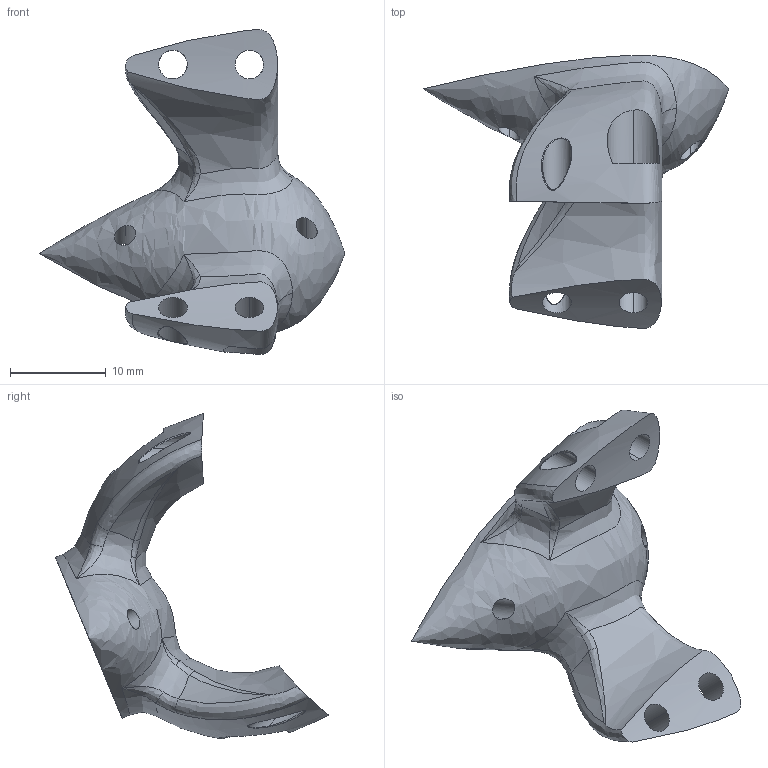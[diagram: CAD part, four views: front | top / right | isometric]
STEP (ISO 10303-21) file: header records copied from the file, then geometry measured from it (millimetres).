
FILE_DESCRIPTION (( 'STEP AP203' ), '1' );
FILE_NAME ('embase.STEP', '2019-10-09T08:17:13', ( '' ), ( '' ), 'SwSTEP 2.0', 'SolidWorks 2017', '' );
FILE_SCHEMA (( 'CONFIG_CONTROL_DESIGN' ));
Length unit declared in the file: millimetre
Products named in the file (1): embase
Bounding box: 32 x 28.58 x 34.04 mm (x, y, z)
Volume: 4114.3 mm3; surface area: 2403.8 mm2
Topology: 1 solids, 1 shells, 51 faces, 130 edges, 80 vertices
Faces by surface type: bspline 29, cylinder 19, plane 3
Entity records: 4327 total; most frequent: CARTESIAN_POINT 3291, ORIENTED_EDGE 248, EDGE_CURVE 124, DIRECTION 109, B_SPLINE_CURVE_WITH_KNOTS 86, VERTEX_POINT 80, EDGE_LOOP 68, FACE_OUTER_BOUND 51
